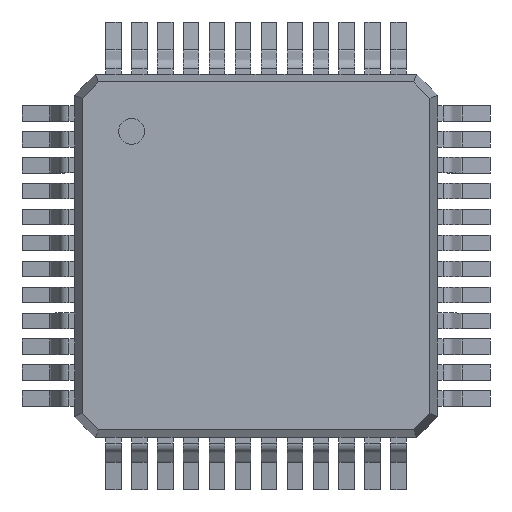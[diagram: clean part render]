
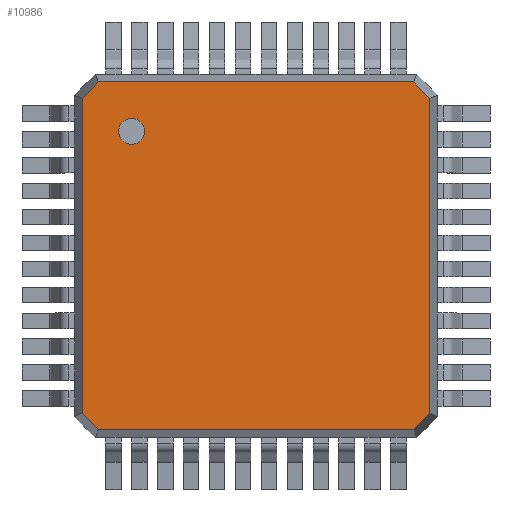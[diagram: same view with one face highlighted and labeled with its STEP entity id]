
A CAD part, top view. The second image highlights one B-rep face of the part: STEP entity #10986.
In plain terms, the highlighted planar face has unit normal (0, 0, 1).
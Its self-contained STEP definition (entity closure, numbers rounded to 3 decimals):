
#193=DIRECTION('',(0.,-1.,0.));
#194=VECTOR('',#193,6.079);
#195=CARTESIAN_POINT('',(3.354,3.04,1.6));
#196=LINE('',#195,#194);
#197=DIRECTION('',(-0.707,-0.707,0.));
#198=VECTOR('',#197,0.445);
#199=CARTESIAN_POINT('',(3.354,-3.04,1.6));
#200=LINE('',#199,#198);
#201=DIRECTION('',(-1.,0.,0.));
#202=VECTOR('',#201,6.079);
#203=CARTESIAN_POINT('',(3.04,-3.354,1.6));
#204=LINE('',#203,#202);
#205=DIRECTION('',(-0.707,0.707,0.));
#206=VECTOR('',#205,0.445);
#207=CARTESIAN_POINT('',(-3.04,-3.354,1.6));
#208=LINE('',#207,#206);
#209=DIRECTION('',(0.,1.,0.));
#210=VECTOR('',#209,6.079);
#211=CARTESIAN_POINT('',(-3.354,-3.04,1.6));
#212=LINE('',#211,#210);
#213=DIRECTION('',(0.707,0.707,0.));
#214=VECTOR('',#213,0.445);
#215=CARTESIAN_POINT('',(-3.354,3.04,1.6));
#216=LINE('',#215,#214);
#217=DIRECTION('',(1.,0.,0.));
#218=VECTOR('',#217,6.079);
#219=CARTESIAN_POINT('',(-3.04,3.354,1.6));
#220=LINE('',#219,#218);
#221=DIRECTION('',(0.707,-0.707,0.));
#222=VECTOR('',#221,0.445);
#223=CARTESIAN_POINT('',(3.04,3.354,1.6));
#224=LINE('',#223,#222);
#225=CARTESIAN_POINT('',(-2.4,2.4,1.6));
#226=DIRECTION('',(0.,0.,1.));
#227=DIRECTION('',(-1.,0.,0.));
#228=AXIS2_PLACEMENT_3D('',#225,#226,#227);
#230=CARTESIAN_POINT('',(-2.4,2.4,1.6));
#231=DIRECTION('',(0.,0.,1.));
#232=DIRECTION('',(1.,0.,0.));
#233=AXIS2_PLACEMENT_3D('',#230,#231,#232);
#8219=CARTESIAN_POINT('',(3.04,-3.354,1.6));
#8220=CARTESIAN_POINT('',(-3.04,-3.354,1.6));
#8221=VERTEX_POINT('',#8219);
#8222=VERTEX_POINT('',#8220);
#8319=CARTESIAN_POINT('',(3.354,3.04,1.6));
#8320=CARTESIAN_POINT('',(3.354,-3.04,1.6));
#8321=VERTEX_POINT('',#8319);
#8322=VERTEX_POINT('',#8320);
#8323=CARTESIAN_POINT('',(-3.354,-3.04,1.6));
#8324=VERTEX_POINT('',#8323);
#8325=CARTESIAN_POINT('',(-3.354,3.04,1.6));
#8326=VERTEX_POINT('',#8325);
#8327=CARTESIAN_POINT('',(-3.04,3.354,1.6));
#8328=VERTEX_POINT('',#8327);
#8329=CARTESIAN_POINT('',(3.04,3.354,1.6));
#8330=VERTEX_POINT('',#8329);
#8331=CARTESIAN_POINT('',(-2.65,2.4,1.6));
#8332=CARTESIAN_POINT('',(-2.15,2.4,1.6));
#8333=VERTEX_POINT('',#8331);
#8334=VERTEX_POINT('',#8332);
#10958=CARTESIAN_POINT('',(0.,0.,1.6));
#10959=DIRECTION('',(0.,0.,1.));
#10960=DIRECTION('',(1.,0.,0.));
#10961=AXIS2_PLACEMENT_3D('',#10958,#10959,#10960);
#10962=PLANE('',#10961);
#10964=ORIENTED_EDGE('',*,*,#10963,.T.);
#10966=ORIENTED_EDGE('',*,*,#10965,.T.);
#10967=ORIENTED_EDGE('',*,*,#10845,.T.);
#10969=ORIENTED_EDGE('',*,*,#10968,.T.);
#10971=ORIENTED_EDGE('',*,*,#10970,.T.);
#10973=ORIENTED_EDGE('',*,*,#10972,.T.);
#10975=ORIENTED_EDGE('',*,*,#10974,.T.);
#10977=ORIENTED_EDGE('',*,*,#10976,.T.);
#10978=EDGE_LOOP('',(#10964,#10966,#10967,#10969,#10971,#10973,#10975,#10977));
#10979=FACE_OUTER_BOUND('',#10978,.F.);
#10981=ORIENTED_EDGE('',*,*,#10980,.T.);
#10983=ORIENTED_EDGE('',*,*,#10982,.T.);
#10984=EDGE_LOOP('',(#10981,#10983));
#10985=FACE_BOUND('',#10984,.F.);
#229=CIRCLE('',#228,0.25);
#234=CIRCLE('',#233,0.25);
#10845=EDGE_CURVE('',#8221,#8222,#204,.T.);
#10963=EDGE_CURVE('',#8321,#8322,#196,.T.);
#10965=EDGE_CURVE('',#8322,#8221,#200,.T.);
#10968=EDGE_CURVE('',#8222,#8324,#208,.T.);
#10970=EDGE_CURVE('',#8324,#8326,#212,.T.);
#10972=EDGE_CURVE('',#8326,#8328,#216,.T.);
#10974=EDGE_CURVE('',#8328,#8330,#220,.T.);
#10976=EDGE_CURVE('',#8330,#8321,#224,.T.);
#10980=EDGE_CURVE('',#8333,#8334,#229,.T.);
#10982=EDGE_CURVE('',#8334,#8333,#234,.T.);
#10986=ADVANCED_FACE('',(#10979,#10985),#10962,.T.);
